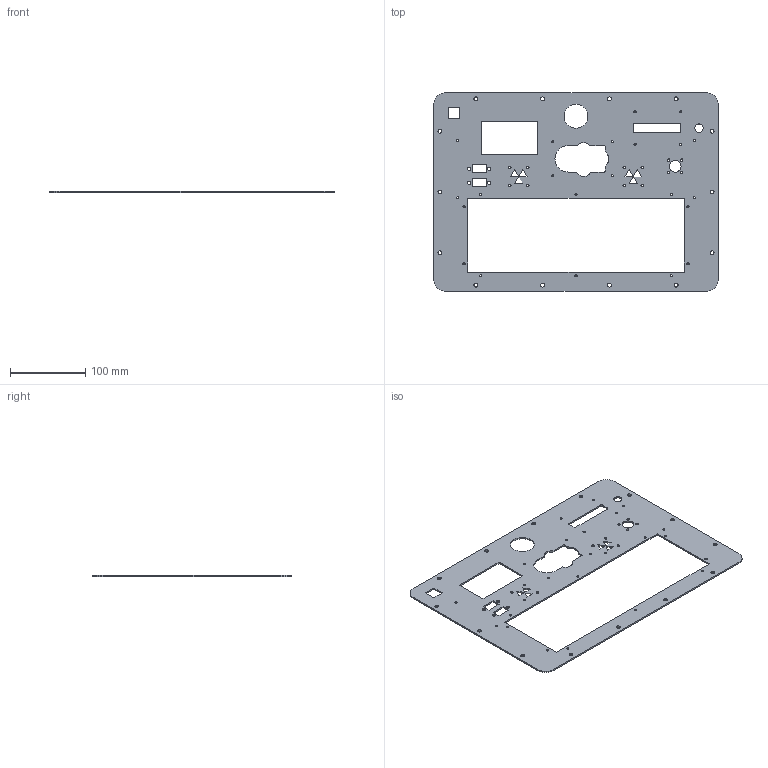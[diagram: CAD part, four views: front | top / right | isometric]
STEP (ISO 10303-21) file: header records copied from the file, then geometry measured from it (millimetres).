
FILE_DESCRIPTION(('FreeCAD Model'),'2;1');
FILE_NAME('Open CASCADE Shape Model','2023-12-18T16:43:58',(''),(''), 'Open CASCADE STEP processor 7.6','FreeCAD','Unknown');
FILE_SCHEMA(('AUTOMOTIVE_DESIGN { 1 0 10303 214 1 1 1 1 }'));
Length unit declared in the file: inch
Products named in the file (1): top_faceplate
Bounding box: 378.35 x 264.05 x 2.03 mm (x, y, z)
Volume: 126641.5 mm3; surface area: 132334.5 mm2
Topology: 1 solids, 1 shells, 135 faces, 399 edges, 266 vertices
Faces by surface type: cylinder 78, plane 57
Full cylindrical faces by diameter (mm): 2.85 x18, 2.95 x4, 3.3 x4, 3.425 x8, 4.3 x4, 5.08 x14, 11.176 x1, 15.748 x1, 31.75 x1
Entity records: 4849 total; most frequent: DIRECTION 827, CARTESIAN_POINT 801, ORIENTED_EDGE 798, EDGE_CURVE 399, AXIS2_PLACEMENT_3D 292, VERTEX_POINT 266, FACE_BOUND 263, EDGE_LOOP 263
